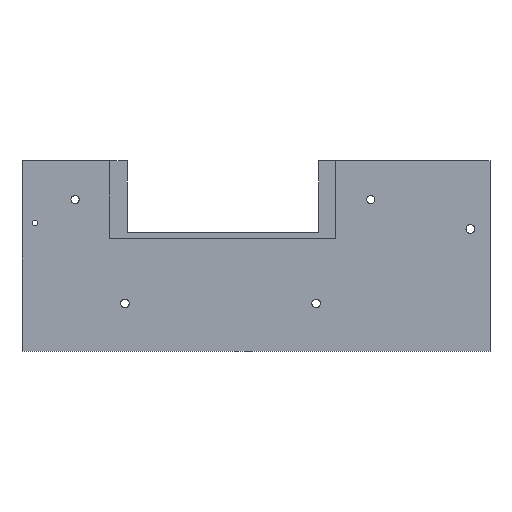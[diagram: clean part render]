
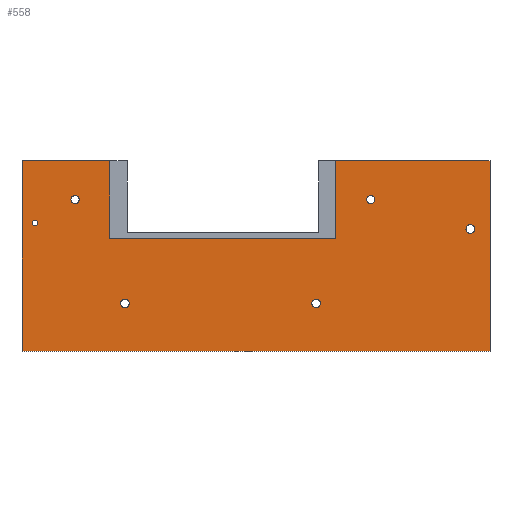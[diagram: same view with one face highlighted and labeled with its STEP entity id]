
A CAD part, top view. The second image highlights one B-rep face of the part: STEP entity #558.
In plain terms, the highlighted planar face has unit normal (0, 0, 1).
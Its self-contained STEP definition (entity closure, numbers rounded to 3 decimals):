
#16=FACE_BOUND('',#102,.T.);
#17=FACE_BOUND('',#103,.T.);
#18=FACE_BOUND('',#104,.T.);
#19=FACE_BOUND('',#105,.T.);
#20=FACE_BOUND('',#106,.T.);
#21=FACE_BOUND('',#107,.T.);
#46=PLANE('',#617);
#73=FACE_OUTER_BOUND('',#101,.T.);
#101=EDGE_LOOP('',(#498,#499,#500,#501,#502,#503,#504,#505));
#102=EDGE_LOOP('',(#506));
#103=EDGE_LOOP('',(#507));
#104=EDGE_LOOP('',(#508));
#105=EDGE_LOOP('',(#509));
#106=EDGE_LOOP('',(#510));
#107=EDGE_LOOP('',(#511));
#158=LINE('',#879,#221);
#161=LINE('',#884,#224);
#163=LINE('',#888,#226);
#165=LINE('',#892,#228);
#167=LINE('',#896,#230);
#170=LINE('',#902,#233);
#173=LINE('',#908,#236);
#176=LINE('',#912,#239);
#221=VECTOR('',#725,10.);
#224=VECTOR('',#730,10.);
#226=VECTOR('',#734,10.);
#228=VECTOR('',#738,10.);
#230=VECTOR('',#742,10.);
#233=VECTOR('',#747,10.);
#236=VECTOR('',#752,10.);
#239=VECTOR('',#757,10.);
#240=CIRCLE('',#581,1.4);
#242=CIRCLE('',#584,1.4);
#245=CIRCLE('',#599,1.5);
#247=CIRCLE('',#602,1.5);
#249=CIRCLE('',#605,1.);
#250=CIRCLE('',#607,1.5);
#252=VERTEX_POINT('',#764);
#254=VERTEX_POINT('',#770);
#284=VERTEX_POINT('',#852);
#286=VERTEX_POINT('',#858);
#288=VERTEX_POINT('',#864);
#289=VERTEX_POINT('',#868);
#292=VERTEX_POINT('',#876);
#293=VERTEX_POINT('',#878);
#294=VERTEX_POINT('',#883);
#295=VERTEX_POINT('',#887);
#296=VERTEX_POINT('',#891);
#297=VERTEX_POINT('',#895);
#299=VERTEX_POINT('',#901);
#301=VERTEX_POINT('',#907);
#302=EDGE_CURVE('',#252,#252,#240,.T.);
#305=EDGE_CURVE('',#254,#254,#242,.T.);
#345=EDGE_CURVE('',#284,#284,#245,.T.);
#348=EDGE_CURVE('',#286,#286,#247,.T.);
#351=EDGE_CURVE('',#288,#288,#249,.T.);
#353=EDGE_CURVE('',#289,#289,#250,.T.);
#358=EDGE_CURVE('',#293,#292,#158,.T.);
#361=EDGE_CURVE('',#294,#293,#161,.T.);
#363=EDGE_CURVE('',#295,#294,#163,.T.);
#365=EDGE_CURVE('',#296,#295,#165,.T.);
#367=EDGE_CURVE('',#297,#296,#167,.T.);
#370=EDGE_CURVE('',#299,#297,#170,.T.);
#373=EDGE_CURVE('',#301,#299,#173,.T.);
#376=EDGE_CURVE('',#292,#301,#176,.T.);
#498=ORIENTED_EDGE('',*,*,#376,.T.);
#499=ORIENTED_EDGE('',*,*,#373,.T.);
#500=ORIENTED_EDGE('',*,*,#370,.T.);
#501=ORIENTED_EDGE('',*,*,#367,.T.);
#502=ORIENTED_EDGE('',*,*,#365,.T.);
#503=ORIENTED_EDGE('',*,*,#363,.T.);
#504=ORIENTED_EDGE('',*,*,#361,.T.);
#505=ORIENTED_EDGE('',*,*,#358,.T.);
#506=ORIENTED_EDGE('',*,*,#302,.T.);
#507=ORIENTED_EDGE('',*,*,#305,.T.);
#508=ORIENTED_EDGE('',*,*,#353,.T.);
#509=ORIENTED_EDGE('',*,*,#351,.T.);
#510=ORIENTED_EDGE('',*,*,#348,.T.);
#511=ORIENTED_EDGE('',*,*,#345,.T.);
#558=ADVANCED_FACE('',(#73,#16,#17,#18,#19,#20,#21),#46,.T.);
#581=AXIS2_PLACEMENT_3D('',#765,#623,#624);
#584=AXIS2_PLACEMENT_3D('',#771,#630,#631);
#599=AXIS2_PLACEMENT_3D('',#853,#697,#698);
#602=AXIS2_PLACEMENT_3D('',#859,#704,#705);
#605=AXIS2_PLACEMENT_3D('',#865,#711,#712);
#607=AXIS2_PLACEMENT_3D('',#869,#716,#717);
#617=AXIS2_PLACEMENT_3D('',#913,#758,#759);
#623=DIRECTION('center_axis',(0.,0.,-1.));
#624=DIRECTION('ref_axis',(1.,0.,0.));
#630=DIRECTION('center_axis',(0.,0.,-1.));
#631=DIRECTION('ref_axis',(1.,0.,0.));
#697=DIRECTION('center_axis',(0.,0.,-1.));
#698=DIRECTION('ref_axis',(-1.,0.,0.));
#704=DIRECTION('center_axis',(0.,0.,-1.));
#705=DIRECTION('ref_axis',(-1.,0.,0.));
#711=DIRECTION('center_axis',(0.,0.,-1.));
#712=DIRECTION('ref_axis',(-1.,0.,0.));
#716=DIRECTION('center_axis',(0.,0.,-1.));
#717=DIRECTION('ref_axis',(-1.,0.,0.));
#725=DIRECTION('',(0.,-1.,0.));
#730=DIRECTION('',(-1.,0.,0.));
#734=DIRECTION('',(0.,1.,0.));
#738=DIRECTION('',(-1.,0.,0.));
#742=DIRECTION('',(0.,-1.,0.));
#747=DIRECTION('',(-1.,0.,0.));
#752=DIRECTION('',(0.,1.,0.));
#757=DIRECTION('',(1.,0.,0.));
#758=DIRECTION('center_axis',(0.,0.,1.));
#759=DIRECTION('ref_axis',(1.,0.,0.));
#764=CARTESIAN_POINT('',(29.06,-14.73,3.));
#765=CARTESIAN_POINT('Origin',(30.46,-14.73,3.));
#770=CARTESIAN_POINT('',(-72.94,-14.73,3.));
#771=CARTESIAN_POINT('Origin',(-71.54,-14.73,3.));
#852=CARTESIAN_POINT('',(-52.84,-50.59,3.));
#853=CARTESIAN_POINT('Origin',(-54.34,-50.59,3.));
#858=CARTESIAN_POINT('',(13.16,-50.59,3.));
#859=CARTESIAN_POINT('Origin',(11.66,-50.59,3.));
#864=CARTESIAN_POINT('',(-84.34,-22.83,3.));
#865=CARTESIAN_POINT('Origin',(-85.34,-22.83,3.));
#868=CARTESIAN_POINT('',(66.34,-24.91,3.));
#869=CARTESIAN_POINT('Origin',(64.84,-24.91,3.));
#876=CARTESIAN_POINT('',(-89.84,-67.09,3.));
#878=CARTESIAN_POINT('',(-89.84,-1.33,3.));
#879=CARTESIAN_POINT('',(-89.84,-1.33,3.));
#883=CARTESIAN_POINT('',(-59.54,-1.33,3.));
#884=CARTESIAN_POINT('',(-59.54,-1.33,3.));
#887=CARTESIAN_POINT('',(-59.54,-28.13,3.));
#888=CARTESIAN_POINT('',(-59.54,-28.13,3.));
#891=CARTESIAN_POINT('',(18.46,-28.13,3.));
#892=CARTESIAN_POINT('',(18.46,-28.13,3.));
#895=CARTESIAN_POINT('',(18.46,-1.33,3.));
#896=CARTESIAN_POINT('',(18.46,-1.33,3.));
#901=CARTESIAN_POINT('',(71.627,-1.33,3.));
#902=CARTESIAN_POINT('',(71.627,-1.33,3.));
#907=CARTESIAN_POINT('',(71.627,-67.09,3.));
#908=CARTESIAN_POINT('',(71.627,-67.09,3.));
#912=CARTESIAN_POINT('',(-89.84,-67.09,3.));
#913=CARTESIAN_POINT('Origin',(-9.107,-34.21,3.));
